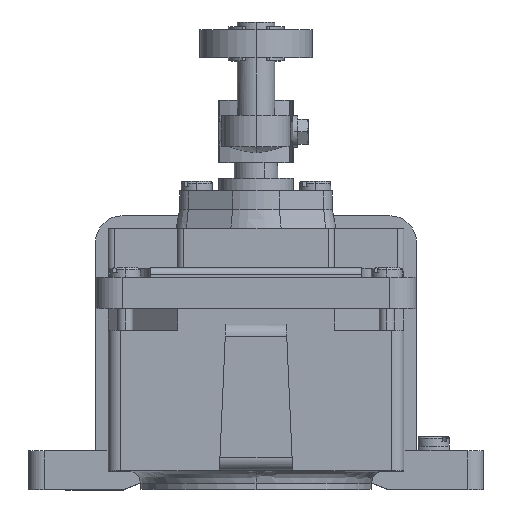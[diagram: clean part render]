
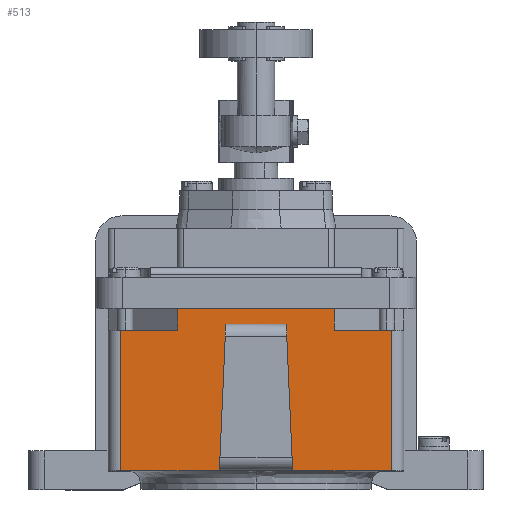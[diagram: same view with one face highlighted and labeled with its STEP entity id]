
A CAD part, top view. The second image highlights one B-rep face of the part: STEP entity #513.
In plain terms, the highlighted face is planar.
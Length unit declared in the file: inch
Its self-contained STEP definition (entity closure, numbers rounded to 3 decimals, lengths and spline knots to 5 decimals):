
#130 = DIRECTION ( 'NONE',  ( -1., 0., 0. ) ) ;
#139 = VERTEX_POINT ( 'NONE', #13339 ) ;
#207 = ORIENTED_EDGE ( 'NONE', *, *, #6990, .T. ) ;
#303 = ORIENTED_EDGE ( 'NONE', *, *, #13563, .T. ) ;
#376 = DIRECTION ( 'NONE',  ( 0., 0., 1. ) ) ;
#407 = DIRECTION ( 'NONE',  ( -1., 0., 0. ) ) ;
#441 = LINE ( 'NONE', #10229, #5626 ) ;
#509 = VECTOR ( 'NONE', #12305, 39.37008 ) ;
#513 = ADVANCED_FACE ( 'NONE', ( #7586 ), #3213, .T. ) ;
#517 = ORIENTED_EDGE ( 'NONE', *, *, #7143, .T. ) ;
#556 = DIRECTION ( 'NONE',  ( 0., 0., -1. ) ) ;
#1034 = ORIENTED_EDGE ( 'NONE', *, *, #4731, .T. ) ;
#1556 = ORIENTED_EDGE ( 'NONE', *, *, #9611, .T. ) ;
#2185 = CARTESIAN_POINT ( 'NONE',  ( 0.38189, -3.31693, 0.68898 ) ) ;
#2251 = VECTOR ( 'NONE', #3305, 39.37008 ) ;
#2259 = ORIENTED_EDGE ( 'NONE', *, *, #11970, .T. ) ;
#2435 = LINE ( 'NONE', #11464, #4844 ) ;
#2515 = CARTESIAN_POINT ( 'NONE',  ( 0., -3.31693, 0.88583 ) ) ;
#2973 = CARTESIAN_POINT ( 'NONE',  ( 1.7126, -3.31693, -1.16142 ) ) ;
#3074 = CARTESIAN_POINT ( 'NONE',  ( 1.7126, -3.31693, -1.16142 ) ) ;
#3144 = ORIENTED_EDGE ( 'NONE', *, *, #9467, .T. ) ;
#3213 = PLANE ( 'NONE',  #13194 ) ;
#3305 = DIRECTION ( 'NONE',  ( 0.044, 0., -0.999 ) ) ;
#3331 = CARTESIAN_POINT ( 'NONE',  ( 0.99159, -3.31693, 0.88583 ) ) ;
#3497 = LINE ( 'NONE', #3722, #509 ) ;
#3614 = EDGE_CURVE ( 'NONE', #3814, #139, #4840, .T. ) ;
#3722 = CARTESIAN_POINT ( 'NONE',  ( -1.7126, -3.31693, -1.16142 ) ) ;
#3814 = VERTEX_POINT ( 'NONE', #13314 ) ;
#3816 = LINE ( 'NONE', #8464, #5120 ) ;
#4072 = VECTOR ( 'NONE', #407, 39.37008 ) ;
#4075 = CARTESIAN_POINT ( 'NONE',  ( 0.38189, -3.31693, 0.68898 ) ) ;
#4142 = EDGE_CURVE ( 'NONE', #10992, #3814, #11468, .T. ) ;
#4590 = CARTESIAN_POINT ( 'NONE',  ( 0.99159, -3.31693, 0.61024 ) ) ;
#4731 = EDGE_CURVE ( 'NONE', #5074, #13439, #3816, .T. ) ;
#4742 = EDGE_LOOP ( 'NONE', ( #517, #1034, #207, #303, #12286, #2259, #1556, #10856, #7342, #3144, #9307, #12324 ) ) ;
#4840 = LINE ( 'NONE', #8255, #6167 ) ;
#4844 = VECTOR ( 'NONE', #7900, 39.37008 ) ;
#4850 = CARTESIAN_POINT ( 'NONE',  ( -1.7126, -3.31693, 0.61024 ) ) ;
#4867 = DIRECTION ( 'NONE',  ( 1., 0., 0. ) ) ;
#5074 = VERTEX_POINT ( 'NONE', #7426 ) ;
#5120 = VECTOR ( 'NONE', #8257, 39.37008 ) ;
#5317 = CARTESIAN_POINT ( 'NONE',  ( 1.7126, -3.31693, 0.61024 ) ) ;
#5461 = CARTESIAN_POINT ( 'NONE',  ( 1.7126, -3.31693, 0.61024 ) ) ;
#5626 = VECTOR ( 'NONE', #4867, 39.37008 ) ;
#5633 = LINE ( 'NONE', #5933, #4072 ) ;
#5933 = CARTESIAN_POINT ( 'NONE',  ( 1.7126, -3.31693, 0.61024 ) ) ;
#6002 = CARTESIAN_POINT ( 'NONE',  ( 1.7126, -3.31693, -1.16142 ) ) ;
#6167 = VECTOR ( 'NONE', #556, 39.37008 ) ;
#6409 = DIRECTION ( 'NONE',  ( -1., 0., 0. ) ) ;
#6990 = EDGE_CURVE ( 'NONE', #13439, #7258, #7419, .T. ) ;
#7143 = EDGE_CURVE ( 'NONE', #13695, #5074, #2435, .T. ) ;
#7166 = VERTEX_POINT ( 'NONE', #4850 ) ;
#7258 = VERTEX_POINT ( 'NONE', #11682 ) ;
#7342 = ORIENTED_EDGE ( 'NONE', *, *, #3614, .T. ) ;
#7414 = DIRECTION ( 'NONE',  ( 1., 0., 0. ) ) ;
#7416 = DIRECTION ( 'NONE',  ( 0., 0., 1. ) ) ;
#7419 = LINE ( 'NONE', #4075, #2251 ) ;
#7426 = CARTESIAN_POINT ( 'NONE',  ( -0.38189, -3.31693, 0.68898 ) ) ;
#7465 = VECTOR ( 'NONE', #6409, 39.37008 ) ;
#7586 = FACE_OUTER_BOUND ( 'NONE', #4742, .T. ) ;
#7900 = DIRECTION ( 'NONE',  ( 0.044, 0., 0.999 ) ) ;
#8243 = VECTOR ( 'NONE', #7416, 39.37008 ) ;
#8255 = CARTESIAN_POINT ( 'NONE',  ( -0.99159, -3.31693, 0.88583 ) ) ;
#8257 = DIRECTION ( 'NONE',  ( 1., 0., 0. ) ) ;
#8314 = CARTESIAN_POINT ( 'NONE',  ( 0.99159, -3.31693, 0.88583 ) ) ;
#8464 = CARTESIAN_POINT ( 'NONE',  ( 1.7126, -3.31693, 0.68898 ) ) ;
#8520 = VECTOR ( 'NONE', #7414, 39.37008 ) ;
#9195 = EDGE_CURVE ( 'NONE', #7166, #13504, #3497, .T. ) ;
#9307 = ORIENTED_EDGE ( 'NONE', *, *, #9195, .T. ) ;
#9400 = LINE ( 'NONE', #2973, #8243 ) ;
#9467 = EDGE_CURVE ( 'NONE', #139, #7166, #13013, .T. ) ;
#9611 = EDGE_CURVE ( 'NONE', #11334, #10992, #13449, .T. ) ;
#9718 = LINE ( 'NONE', #6002, #8520 ) ;
#9894 = CARTESIAN_POINT ( 'NONE',  ( -0.4626, -3.31693, -1.16142 ) ) ;
#10229 = CARTESIAN_POINT ( 'NONE',  ( 1.7126, -3.31693, -1.16142 ) ) ;
#10279 = EDGE_CURVE ( 'NONE', #13504, #13695, #441, .T. ) ;
#10342 = CARTESIAN_POINT ( 'NONE',  ( -1.7126, -3.31693, -1.16142 ) ) ;
#10755 = CARTESIAN_POINT ( 'NONE',  ( 1.7126, -3.31693, -1.16142 ) ) ;
#10856 = ORIENTED_EDGE ( 'NONE', *, *, #4142, .T. ) ;
#10992 = VERTEX_POINT ( 'NONE', #8314 ) ;
#11190 = VERTEX_POINT ( 'NONE', #5461 ) ;
#11334 = VERTEX_POINT ( 'NONE', #4590 ) ;
#11464 = CARTESIAN_POINT ( 'NONE',  ( -0.4626, -3.31693, -1.16142 ) ) ;
#11468 = LINE ( 'NONE', #2515, #12154 ) ;
#11682 = CARTESIAN_POINT ( 'NONE',  ( 0.4626, -3.31693, -1.16142 ) ) ;
#11953 = DIRECTION ( 'NONE',  ( 0., -1., 0. ) ) ;
#11970 = EDGE_CURVE ( 'NONE', #11190, #11334, #5633, .T. ) ;
#12022 = DIRECTION ( 'NONE',  ( -1., 0., 0. ) ) ;
#12154 = VECTOR ( 'NONE', #130, 39.37008 ) ;
#12286 = ORIENTED_EDGE ( 'NONE', *, *, #13951, .T. ) ;
#12305 = DIRECTION ( 'NONE',  ( 0., 0., -1. ) ) ;
#12324 = ORIENTED_EDGE ( 'NONE', *, *, #10279, .T. ) ;
#12641 = VERTEX_POINT ( 'NONE', #10755 ) ;
#12821 = VECTOR ( 'NONE', #376, 39.37008 ) ;
#13013 = LINE ( 'NONE', #5317, #7465 ) ;
#13194 = AXIS2_PLACEMENT_3D ( 'NONE', #3074, #11953, #12022 ) ;
#13314 = CARTESIAN_POINT ( 'NONE',  ( -0.99159, -3.31693, 0.88583 ) ) ;
#13339 = CARTESIAN_POINT ( 'NONE',  ( -0.99159, -3.31693, 0.61024 ) ) ;
#13439 = VERTEX_POINT ( 'NONE', #2185 ) ;
#13449 = LINE ( 'NONE', #3331, #12821 ) ;
#13504 = VERTEX_POINT ( 'NONE', #10342 ) ;
#13563 = EDGE_CURVE ( 'NONE', #7258, #12641, #9718, .T. ) ;
#13695 = VERTEX_POINT ( 'NONE', #9894 ) ;
#13951 = EDGE_CURVE ( 'NONE', #12641, #11190, #9400, .T. ) ;
